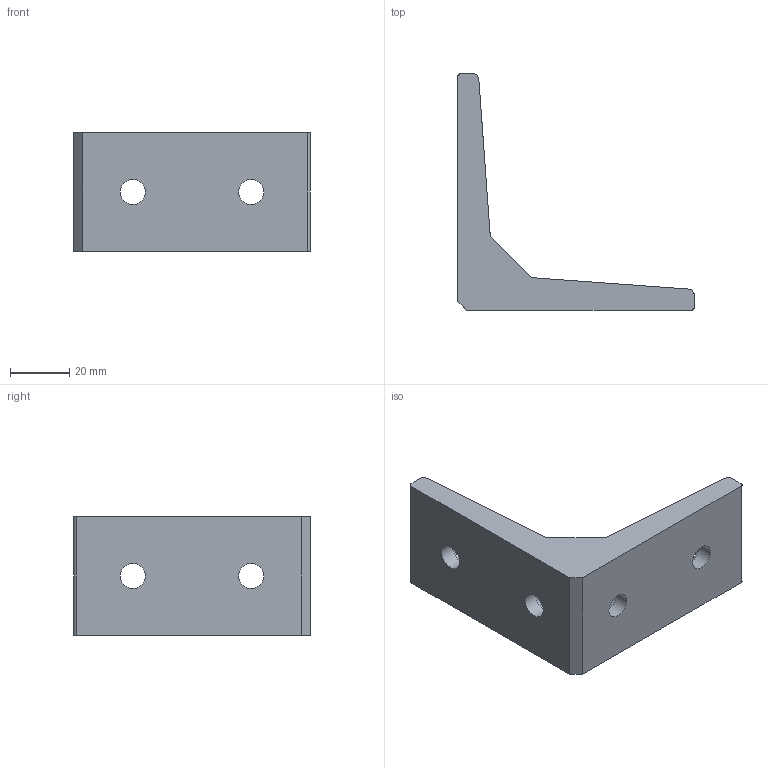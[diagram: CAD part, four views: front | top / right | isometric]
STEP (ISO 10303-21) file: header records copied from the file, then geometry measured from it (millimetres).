
FILE_DESCRIPTION(/* description */ ('Aluwinkel 80x80x120'),/* implementation_level */ '2;1');
FILE_NAME(/* name */ '11266_KriTec_Winkel_8_80x80x40.stp',/* time_stamp */ '2016-07-18T11:28:38+02:00',/* author */ ('Steiner'),/* organization */ (''),/* preprocessor_version */ 'ST-DEVELOPER v16.1',/* originating_system */ 'Autodesk Inventor 2016',/* authorisation */ '');
FILE_SCHEMA (('AUTOMOTIVE_DESIGN { 1 0 10303 214 3 1 1 }'));
Length unit declared in the file: millimetre
Products named in the file (1): 11266_KriTec_Winkel_8_80x80x40
Bounding box: 80 x 80 x 40 mm (x, y, z)
Volume: 54682.4 mm3; surface area: 16260.4 mm2
Topology: 1 solids, 1 shells, 27 faces, 71 edges, 48 vertices
Faces by surface type: plane 15, cylinder 12
Full cylindrical faces by diameter (mm): 8.5 x4, 15 x4
Entity records: 814 total; most frequent: DIRECTION 144, CARTESIAN_POINT 131, ORIENTED_EDGE 118, EDGE_CURVE 59, AXIS2_PLACEMENT_3D 57, EDGE_LOOP 45, VERTEX_POINT 44, LINE 30
